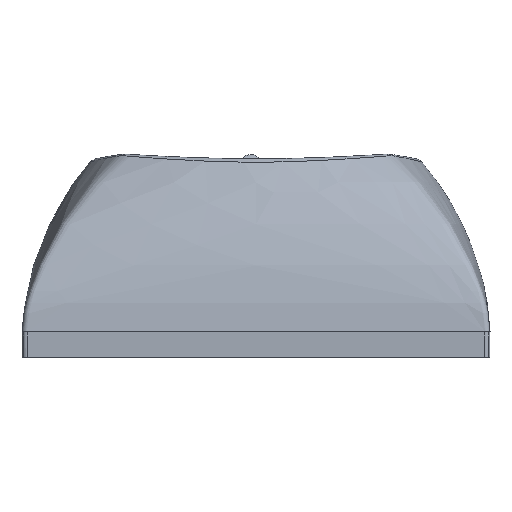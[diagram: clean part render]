
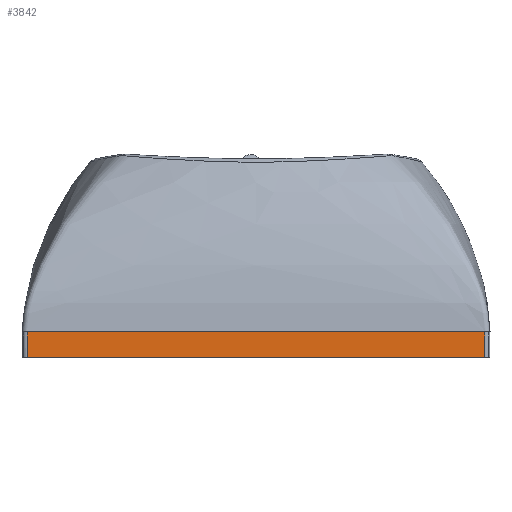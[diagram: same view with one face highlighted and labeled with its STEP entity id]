
A CAD part, left-side view. The second image highlights one B-rep face of the part: STEP entity #3842.
In plain terms, the highlighted planar face has unit normal (-1, 0, 0).
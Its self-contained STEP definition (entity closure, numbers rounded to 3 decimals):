
#3305=CARTESIAN_POINT('',(1267.524,-455.747,-6.324));
#3306=VERTEX_POINT('',#3305);
#3335=CARTESIAN_POINT('',(1267.524,-473.547,-6.324));
#3336=VERTEX_POINT('',#3335);
#3337=CARTESIAN_POINT('',(1267.524,-455.747,-6.324));
#3338=DIRECTION('',(0.,-1.,0.));
#3339=VECTOR('',#3338,17.8);
#3340=LINE('',#3337,#3339);
#3341=EDGE_CURVE('',#3306,#3336,#3340,.T.);
#3730=CARTESIAN_POINT('',(1267.524,-473.547,-7.324));
#3731=VERTEX_POINT('',#3730);
#3739=CARTESIAN_POINT('',(1267.524,-455.747,-7.324));
#3740=VERTEX_POINT('',#3739);
#3741=CARTESIAN_POINT('',(1267.524,-455.747,-7.324));
#3742=DIRECTION('',(0.,-1.,0.));
#3743=VECTOR('',#3742,17.8);
#3744=LINE('',#3741,#3743);
#3745=EDGE_CURVE('',#3740,#3731,#3744,.T.);
#3821=CARTESIAN_POINT('',(1267.524,-455.547,-7.324));
#3822=DIRECTION('',(-1.,0.,0.));
#3823=DIRECTION('',(0.,-1.,0.));
#3824=AXIS2_PLACEMENT_3D('',#3821,#3822,#3823);
#3825=PLANE('',#3824);
#3826=CARTESIAN_POINT('',(1267.524,-473.547,-6.324));
#3827=DIRECTION('',(-0.,-0.,-1.));
#3828=VECTOR('',#3827,1.);
#3829=LINE('',#3826,#3828);
#3830=EDGE_CURVE('',#3336,#3731,#3829,.T.);
#3831=ORIENTED_EDGE('',*,*,#3830,.F.);
#3832=ORIENTED_EDGE('',*,*,#3341,.F.);
#3833=CARTESIAN_POINT('',(1267.524,-455.747,-7.324));
#3834=DIRECTION('',(0.,0.,1.));
#3835=VECTOR('',#3834,1.);
#3836=LINE('',#3833,#3835);
#3837=EDGE_CURVE('',#3740,#3306,#3836,.T.);
#3838=ORIENTED_EDGE('',*,*,#3837,.F.);
#3839=ORIENTED_EDGE('',*,*,#3745,.T.);
#3840=EDGE_LOOP('',(#3831,#3832,#3838,#3839));
#3841=FACE_BOUND('',#3840,.T.);
#3842=ADVANCED_FACE('',(#3841),#3825,.T.);
